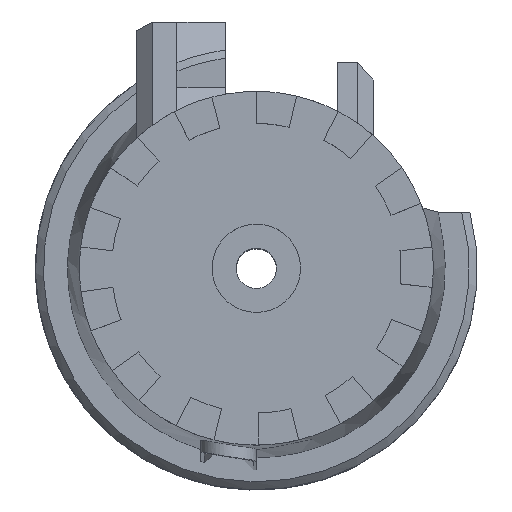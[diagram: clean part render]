
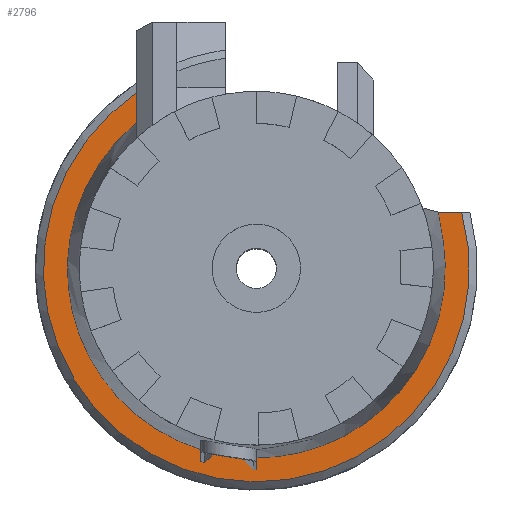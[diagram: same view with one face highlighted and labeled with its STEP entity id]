
A CAD part, top view. The second image highlights one B-rep face of the part: STEP entity #2796.
In plain terms, the highlighted planar face has unit normal (0, 0, 1).
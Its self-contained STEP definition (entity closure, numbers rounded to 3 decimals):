
#85=CIRCLE('',#2983,26.5);
#169=B_SPLINE_CURVE_WITH_KNOTS('',3,(#3986,#3987,#3988,#3989,#3990,#3991,
#3992,#3993,#3994,#3995),.UNSPECIFIED.,.F.,.F.,(4,1,1,1,1,1,1,4),(-0.498,
-0.453,-0.388,-0.356,-0.323,
-0.194,-0.097,0.),.UNSPECIFIED.);
#173=B_SPLINE_CURVE_WITH_KNOTS('',3,(#4102,#4103,#4104,#4105,#4106,#4107,
#4108,#4109,#4110,#4111),.UNSPECIFIED.,.F.,.F.,(4,2,1,1,1,1,4),(-1.,-0.97,
-0.873,-0.776,-0.679,-0.582,
-0.567),.UNSPECIFIED.);
#201=B_SPLINE_CURVE_WITH_KNOTS('',3,(#4504,#4505,#4506,#4507),
 .UNSPECIFIED.,.F.,.F.,(4,4),(-0.567,-0.563),
 .UNSPECIFIED.);
#202=B_SPLINE_CURVE_WITH_KNOTS('',3,(#4509,#4510,#4511,#4512,#4513,#4514),
 .UNSPECIFIED.,.F.,.F.,(4,2,4),(0.,0.072,0.144),
 .UNSPECIFIED.);
#203=B_SPLINE_CURVE_WITH_KNOTS('',3,(#4518,#4519,#4520,#4521),
 .UNSPECIFIED.,.F.,.F.,(4,4),(-0.554,-0.513),
 .UNSPECIFIED.);
#204=B_SPLINE_CURVE_WITH_KNOTS('',3,(#4525,#4526,#4527,#4528,#4529,#4530,
#4531),.UNSPECIFIED.,.F.,.F.,(4,3,4),(0.,0.061,0.122),
 .UNSPECIFIED.);
#205=B_SPLINE_CURVE_WITH_KNOTS('',3,(#4533,#4534,#4535,#4536),
 .UNSPECIFIED.,.F.,.F.,(4,4),(-0.503,-0.498),
 .UNSPECIFIED.);
#241=FACE_OUTER_BOUND('',#390,.T.);
#390=EDGE_LOOP('',(#1979,#1980,#1981,#1982,#1983,#1984,#1985,#1986,#1987,
#1988,#1989,#1990,#1991,#1992));
#608=LINE('',#4497,#888);
#609=LINE('',#4500,#889);
#610=LINE('',#4502,#890);
#611=LINE('',#4516,#891);
#612=LINE('',#4523,#892);
#613=LINE('',#4537,#893);
#888=VECTOR('',#3323,10.);
#889=VECTOR('',#3326,10.);
#890=VECTOR('',#3327,10.);
#891=VECTOR('',#3328,10.);
#892=VECTOR('',#3329,10.);
#893=VECTOR('',#3330,10.);
#1101=VERTEX_POINT('',#3983);
#1102=VERTEX_POINT('',#3985);
#1105=VERTEX_POINT('',#4093);
#1106=VERTEX_POINT('',#4101);
#1222=VERTEX_POINT('',#4496);
#1223=VERTEX_POINT('',#4498);
#1224=VERTEX_POINT('',#4501);
#1225=VERTEX_POINT('',#4503);
#1226=VERTEX_POINT('',#4508);
#1227=VERTEX_POINT('',#4515);
#1228=VERTEX_POINT('',#4517);
#1229=VERTEX_POINT('',#4522);
#1230=VERTEX_POINT('',#4524);
#1231=VERTEX_POINT('',#4532);
#1388=EDGE_CURVE('',#1102,#1101,#169,.T.);
#1392=EDGE_CURVE('',#1106,#1105,#173,.T.);
#1522=EDGE_CURVE('',#1222,#1101,#608,.T.);
#1523=EDGE_CURVE('',#1223,#1222,#85,.T.);
#1524=EDGE_CURVE('',#1223,#1106,#609,.T.);
#1525=EDGE_CURVE('',#1105,#1224,#610,.T.);
#1526=EDGE_CURVE('',#1224,#1225,#201,.T.);
#1527=EDGE_CURVE('',#1226,#1225,#202,.F.);
#1528=EDGE_CURVE('',#1226,#1227,#611,.T.);
#1529=EDGE_CURVE('',#1227,#1228,#203,.T.);
#1530=EDGE_CURVE('',#1228,#1229,#612,.T.);
#1531=EDGE_CURVE('',#1230,#1229,#204,.F.);
#1532=EDGE_CURVE('',#1230,#1231,#205,.T.);
#1533=EDGE_CURVE('',#1231,#1102,#613,.T.);
#1979=ORIENTED_EDGE('',*,*,#1522,.F.);
#1980=ORIENTED_EDGE('',*,*,#1523,.F.);
#1981=ORIENTED_EDGE('',*,*,#1524,.T.);
#1982=ORIENTED_EDGE('',*,*,#1392,.T.);
#1983=ORIENTED_EDGE('',*,*,#1525,.T.);
#1984=ORIENTED_EDGE('',*,*,#1526,.T.);
#1985=ORIENTED_EDGE('',*,*,#1527,.F.);
#1986=ORIENTED_EDGE('',*,*,#1528,.T.);
#1987=ORIENTED_EDGE('',*,*,#1529,.T.);
#1988=ORIENTED_EDGE('',*,*,#1530,.T.);
#1989=ORIENTED_EDGE('',*,*,#1531,.F.);
#1990=ORIENTED_EDGE('',*,*,#1532,.T.);
#1991=ORIENTED_EDGE('',*,*,#1533,.T.);
#1992=ORIENTED_EDGE('',*,*,#1388,.T.);
#2692=PLANE('',#2982);
#2796=ADVANCED_FACE('',(#241),#2692,.T.);
#2982=AXIS2_PLACEMENT_3D('',#4495,#3321,#3322);
#2983=AXIS2_PLACEMENT_3D('',#4499,#3324,#3325);
#3321=DIRECTION('center_axis',(0.,0.,1.));
#3322=DIRECTION('ref_axis',(1.,0.,0.));
#3323=DIRECTION('',(0.,-1.,0.));
#3324=DIRECTION('center_axis',(0.,0.,-1.));
#3325=DIRECTION('ref_axis',(-1.,0.,0.));
#3326=DIRECTION('',(-1.,0.,0.));
#3327=DIRECTION('',(0.,-1.,0.));
#3328=DIRECTION('',(0.,1.,0.));
#3329=DIRECTION('',(0.,-1.,0.));
#3330=DIRECTION('',(0.,1.,0.));
#3983=CARTESIAN_POINT('',(-111.,-88.858,35.));
#3985=CARTESIAN_POINT('',(-103.041,-129.509,35.));
#3986=CARTESIAN_POINT('Ctrl Pts',(-103.04,-129.506,35.));
#3987=CARTESIAN_POINT('Ctrl Pts',(-104.518,-129.053,35.));
#3988=CARTESIAN_POINT('Ctrl Pts',(-107.986,-127.608,35.));
#3989=CARTESIAN_POINT('Ctrl Pts',(-111.912,-124.697,35.));
#3990=CARTESIAN_POINT('Ctrl Pts',(-114.825,-121.407,35.));
#3991=CARTESIAN_POINT('Ctrl Pts',(-118.477,-115.909,35.));
#3992=CARTESIAN_POINT('Ctrl Pts',(-120.596,-107.043,35.));
#3993=CARTESIAN_POINT('Ctrl Pts',(-117.746,-96.188,35.));
#3994=CARTESIAN_POINT('Ctrl Pts',(-113.547,-90.94,35.));
#3995=CARTESIAN_POINT('Ctrl Pts',(-111.,-88.858,35.));
#4093=CARTESIAN_POINT('',(-96.124,-130.55,35.));
#4101=CARTESIAN_POINT('',(-73.501,-100.,35.));
#4102=CARTESIAN_POINT('Ctrl Pts',(-73.501,-100.,35.));
#4103=CARTESIAN_POINT('Ctrl Pts',(-73.326,-101.,35.));
#4104=CARTESIAN_POINT('Ctrl Pts',(-73.151,-102.,35.));
#4105=CARTESIAN_POINT('Ctrl Pts',(-72.409,-106.241,35.));
#4106=CARTESIAN_POINT('Ctrl Pts',(-72.655,-112.961,35.));
#4107=CARTESIAN_POINT('Ctrl Pts',(-77.106,-122.022,35.));
#4108=CARTESIAN_POINT('Ctrl Pts',(-84.862,-128.467,35.));
#4109=CARTESIAN_POINT('Ctrl Pts',(-91.835,-130.436,35.));
#4110=CARTESIAN_POINT('Ctrl Pts',(-95.624,-130.552,35.));
#4111=CARTESIAN_POINT('Ctrl Pts',(-96.124,-130.552,35.));
#4495=CARTESIAN_POINT('Origin',(-96.124,-107.187,35.));
#4496=CARTESIAN_POINT('',(-111.,-85.119,35.));
#4497=CARTESIAN_POINT('',(-111.,-103.594,35.));
#4498=CARTESIAN_POINT('',(-70.579,-100.,35.));
#4499=CARTESIAN_POINT('Origin',(-96.124,-107.05,35.));
#4500=CARTESIAN_POINT('',(-82.834,-100.,35.));
#4501=CARTESIAN_POINT('',(-96.124,-132.05,35.));
#4502=CARTESIAN_POINT('',(-96.124,-118.869,35.));
#4503=CARTESIAN_POINT('',(-96.525,-132.047,35.));
#4504=CARTESIAN_POINT('Ctrl Pts',(-96.124,-132.05,35.));
#4505=CARTESIAN_POINT('Ctrl Pts',(-96.258,-132.05,35.));
#4506=CARTESIAN_POINT('Ctrl Pts',(-96.391,-132.049,35.));
#4507=CARTESIAN_POINT('Ctrl Pts',(-96.525,-132.047,35.));
#4508=CARTESIAN_POINT('',(-97.524,-131.003,35.));
#4509=CARTESIAN_POINT('Ctrl Pts',(-96.525,-132.047,35.));
#4510=CARTESIAN_POINT('Ctrl Pts',(-96.692,-131.873,35.));
#4511=CARTESIAN_POINT('Ctrl Pts',(-96.858,-131.699,35.));
#4512=CARTESIAN_POINT('Ctrl Pts',(-97.191,-131.351,35.));
#4513=CARTESIAN_POINT('Ctrl Pts',(-97.358,-131.177,35.));
#4514=CARTESIAN_POINT('Ctrl Pts',(-97.524,-131.003,35.));
#4515=CARTESIAN_POINT('',(-97.524,-130.508,35.));
#4516=CARTESIAN_POINT('',(-97.524,-118.34,35.));
#4517=CARTESIAN_POINT('',(-101.641,-129.893,35.));
#4518=CARTESIAN_POINT('Ctrl Pts',(-97.524,-130.508,35.));
#4519=CARTESIAN_POINT('Ctrl Pts',(-98.911,-130.425,35.));
#4520=CARTESIAN_POINT('Ctrl Pts',(-100.291,-130.219,35.));
#4521=CARTESIAN_POINT('Ctrl Pts',(-101.641,-129.893,35.));
#4522=CARTESIAN_POINT('',(-101.641,-130.388,35.));
#4523=CARTESIAN_POINT('',(-101.641,-118.54,35.));
#4524=CARTESIAN_POINT('',(-102.608,-131.138,35.));
#4525=CARTESIAN_POINT('Ctrl Pts',(-101.641,-130.388,35.));
#4526=CARTESIAN_POINT('Ctrl Pts',(-101.802,-130.513,35.));
#4527=CARTESIAN_POINT('Ctrl Pts',(-101.964,-130.638,35.));
#4528=CARTESIAN_POINT('Ctrl Pts',(-102.125,-130.763,35.));
#4529=CARTESIAN_POINT('Ctrl Pts',(-102.286,-130.888,35.));
#4530=CARTESIAN_POINT('Ctrl Pts',(-102.447,-131.013,35.));
#4531=CARTESIAN_POINT('Ctrl Pts',(-102.608,-131.138,35.));
#4532=CARTESIAN_POINT('',(-103.041,-131.009,35.));
#4533=CARTESIAN_POINT('Ctrl Pts',(-102.608,-131.137,35.));
#4534=CARTESIAN_POINT('Ctrl Pts',(-102.753,-131.096,35.));
#4535=CARTESIAN_POINT('Ctrl Pts',(-102.897,-131.053,35.));
#4536=CARTESIAN_POINT('Ctrl Pts',(-103.041,-131.009,35.));
#4537=CARTESIAN_POINT('',(-103.041,-117.816,35.));
